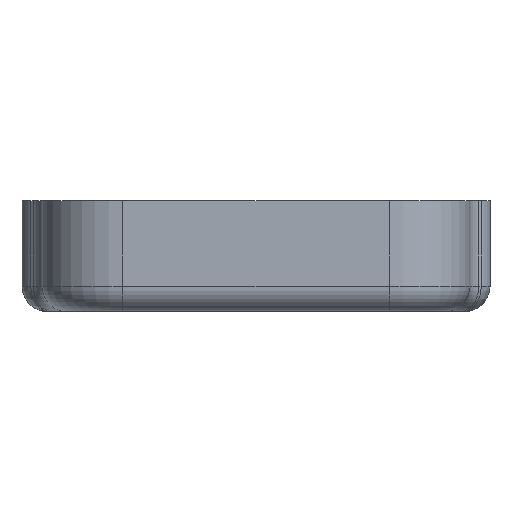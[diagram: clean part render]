
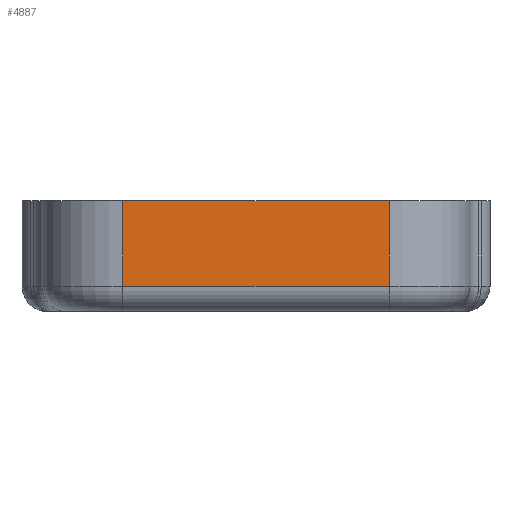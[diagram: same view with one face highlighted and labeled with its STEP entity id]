
A CAD part, front view. The second image highlights one B-rep face of the part: STEP entity #4887.
In plain terms, the highlighted planar face has unit normal (0, -1, 0).
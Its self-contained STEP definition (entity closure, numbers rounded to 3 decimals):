
#257 = CYLINDRICAL_SURFACE('',#258,1.25);
#258 = AXIS2_PLACEMENT_3D('',#259,#260,#261);
#259 = CARTESIAN_POINT('',(5.,1.25,1.25));
#260 = DIRECTION('',(1.,0.,0.));
#261 = DIRECTION('',(0.,0.,-1.));
#922 = PLANE('',#923);
#923 = AXIS2_PLACEMENT_3D('',#924,#925,#926);
#924 = CARTESIAN_POINT('',(11.618,17.25,5.5));
#925 = DIRECTION('',(0.,0.,1.));
#926 = DIRECTION('',(1.,0.,0.));
#1609 = VERTEX_POINT('',#1610);
#1610 = CARTESIAN_POINT('',(18.235,0.,1.25));
#1647 = CYLINDRICAL_SURFACE('',#1648,4.);
#1648 = AXIS2_PLACEMENT_3D('',#1649,#1650,#1651);
#1649 = CARTESIAN_POINT('',(18.235,4.,5.5));
#1650 = DIRECTION('',(-0.,-0.,-1.));
#1651 = DIRECTION('',(0.,-1.,0.));
#1665 = VERTEX_POINT('',#1666);
#1666 = CARTESIAN_POINT('',(5.,0.,1.25));
#1701 = CYLINDRICAL_SURFACE('',#1702,4.);
#1702 = AXIS2_PLACEMENT_3D('',#1703,#1704,#1705);
#1703 = CARTESIAN_POINT('',(5.,4.,5.5));
#1704 = DIRECTION('',(-0.,-0.,-1.));
#1705 = DIRECTION('',(0.,-1.,0.));
#1717 = EDGE_CURVE('',#1665,#1609,#1718,.T.);
#1718 = SURFACE_CURVE('',#1719,(#1723,#1730),.PCURVE_S1.);
#1719 = LINE('',#1720,#1721);
#1720 = CARTESIAN_POINT('',(5.,0.,1.25));
#1721 = VECTOR('',#1722,1.);
#1722 = DIRECTION('',(1.,0.,0.));
#1723 = PCURVE('',#257,#1724);
#1724 = DEFINITIONAL_REPRESENTATION('',(#1725),#1729);
#1725 = LINE('',#1726,#1727);
#1726 = CARTESIAN_POINT('',(-1.571,0.));
#1727 = VECTOR('',#1728,1.);
#1728 = DIRECTION('',(-0.,1.));
#1729 = ( GEOMETRIC_REPRESENTATION_CONTEXT(2) 
PARAMETRIC_REPRESENTATION_CONTEXT() REPRESENTATION_CONTEXT('2D SPACE',''
  ) );
#1730 = PCURVE('',#1731,#1736);
#1731 = PLANE('',#1732);
#1732 = AXIS2_PLACEMENT_3D('',#1733,#1734,#1735);
#1733 = CARTESIAN_POINT('',(0.,0.,0.));
#1734 = DIRECTION('',(0.,1.,0.));
#1735 = DIRECTION('',(1.,0.,0.));
#1736 = DEFINITIONAL_REPRESENTATION('',(#1737),#1741);
#1737 = LINE('',#1738,#1739);
#1738 = CARTESIAN_POINT('',(5.,-1.25));
#1739 = VECTOR('',#1740,1.);
#1740 = DIRECTION('',(1.,0.));
#1741 = ( GEOMETRIC_REPRESENTATION_CONTEXT(2) 
PARAMETRIC_REPRESENTATION_CONTEXT() REPRESENTATION_CONTEXT('2D SPACE',''
  ) );
#4210 = VERTEX_POINT('',#4211);
#4211 = CARTESIAN_POINT('',(5.,0.,5.5));
#4237 = EDGE_CURVE('',#4210,#4238,#4240,.T.);
#4238 = VERTEX_POINT('',#4239);
#4239 = CARTESIAN_POINT('',(18.235,0.,5.5));
#4240 = SURFACE_CURVE('',#4241,(#4245,#4252),.PCURVE_S1.);
#4241 = LINE('',#4242,#4243);
#4242 = CARTESIAN_POINT('',(0.,0.,5.5));
#4243 = VECTOR('',#4244,1.);
#4244 = DIRECTION('',(1.,0.,0.));
#4245 = PCURVE('',#922,#4246);
#4246 = DEFINITIONAL_REPRESENTATION('',(#4247),#4251);
#4247 = LINE('',#4248,#4249);
#4248 = CARTESIAN_POINT('',(-11.618,-17.25));
#4249 = VECTOR('',#4250,1.);
#4250 = DIRECTION('',(1.,0.));
#4251 = ( GEOMETRIC_REPRESENTATION_CONTEXT(2) 
PARAMETRIC_REPRESENTATION_CONTEXT() REPRESENTATION_CONTEXT('2D SPACE',''
  ) );
#4252 = PCURVE('',#1731,#4253);
#4253 = DEFINITIONAL_REPRESENTATION('',(#4254),#4258);
#4254 = LINE('',#4255,#4256);
#4255 = CARTESIAN_POINT('',(0.,-5.5));
#4256 = VECTOR('',#4257,1.);
#4257 = DIRECTION('',(1.,0.));
#4258 = ( GEOMETRIC_REPRESENTATION_CONTEXT(2) 
PARAMETRIC_REPRESENTATION_CONTEXT() REPRESENTATION_CONTEXT('2D SPACE',''
  ) );
#4837 = EDGE_CURVE('',#4238,#1609,#4838,.T.);
#4838 = SURFACE_CURVE('',#4839,(#4843,#4850),.PCURVE_S1.);
#4839 = LINE('',#4840,#4841);
#4840 = CARTESIAN_POINT('',(18.235,0.,5.5));
#4841 = VECTOR('',#4842,1.);
#4842 = DIRECTION('',(-0.,-0.,-1.));
#4843 = PCURVE('',#1647,#4844);
#4844 = DEFINITIONAL_REPRESENTATION('',(#4845),#4849);
#4845 = LINE('',#4846,#4847);
#4846 = CARTESIAN_POINT('',(-0.,0.));
#4847 = VECTOR('',#4848,1.);
#4848 = DIRECTION('',(-0.,1.));
#4849 = ( GEOMETRIC_REPRESENTATION_CONTEXT(2) 
PARAMETRIC_REPRESENTATION_CONTEXT() REPRESENTATION_CONTEXT('2D SPACE',''
  ) );
#4850 = PCURVE('',#1731,#4851);
#4851 = DEFINITIONAL_REPRESENTATION('',(#4852),#4856);
#4852 = LINE('',#4853,#4854);
#4853 = CARTESIAN_POINT('',(18.235,-5.5));
#4854 = VECTOR('',#4855,1.);
#4855 = DIRECTION('',(-0.,1.));
#4856 = ( GEOMETRIC_REPRESENTATION_CONTEXT(2) 
PARAMETRIC_REPRESENTATION_CONTEXT() REPRESENTATION_CONTEXT('2D SPACE',''
  ) );
#4864 = EDGE_CURVE('',#4210,#1665,#4865,.T.);
#4865 = SURFACE_CURVE('',#4866,(#4870,#4877),.PCURVE_S1.);
#4866 = LINE('',#4867,#4868);
#4867 = CARTESIAN_POINT('',(5.,0.,5.5));
#4868 = VECTOR('',#4869,1.);
#4869 = DIRECTION('',(-0.,-0.,-1.));
#4870 = PCURVE('',#1701,#4871);
#4871 = DEFINITIONAL_REPRESENTATION('',(#4872),#4876);
#4872 = LINE('',#4873,#4874);
#4873 = CARTESIAN_POINT('',(0.,0.));
#4874 = VECTOR('',#4875,1.);
#4875 = DIRECTION('',(0.,1.));
#4876 = ( GEOMETRIC_REPRESENTATION_CONTEXT(2) 
PARAMETRIC_REPRESENTATION_CONTEXT() REPRESENTATION_CONTEXT('2D SPACE',''
  ) );
#4877 = PCURVE('',#1731,#4878);
#4878 = DEFINITIONAL_REPRESENTATION('',(#4879),#4883);
#4879 = LINE('',#4880,#4881);
#4880 = CARTESIAN_POINT('',(5.,-5.5));
#4881 = VECTOR('',#4882,1.);
#4882 = DIRECTION('',(-0.,1.));
#4883 = ( GEOMETRIC_REPRESENTATION_CONTEXT(2) 
PARAMETRIC_REPRESENTATION_CONTEXT() REPRESENTATION_CONTEXT('2D SPACE',''
  ) );
#4887 = ADVANCED_FACE('',(#4888),#1731,.F.);
#4888 = FACE_BOUND('',#4889,.F.);
#4889 = EDGE_LOOP('',(#4890,#4891,#4892,#4893));
#4890 = ORIENTED_EDGE('',*,*,#4864,.F.);
#4891 = ORIENTED_EDGE('',*,*,#4237,.T.);
#4892 = ORIENTED_EDGE('',*,*,#4837,.T.);
#4893 = ORIENTED_EDGE('',*,*,#1717,.F.);
